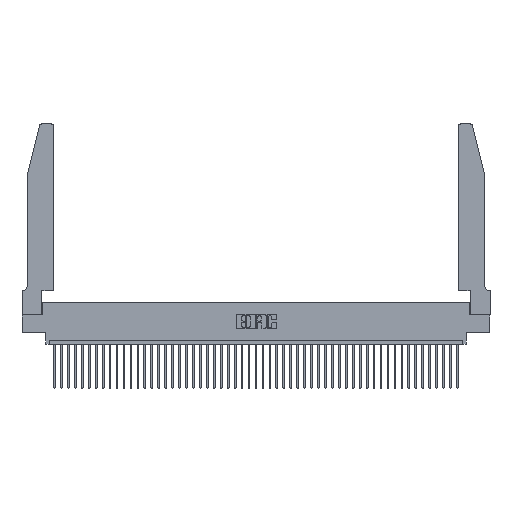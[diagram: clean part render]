
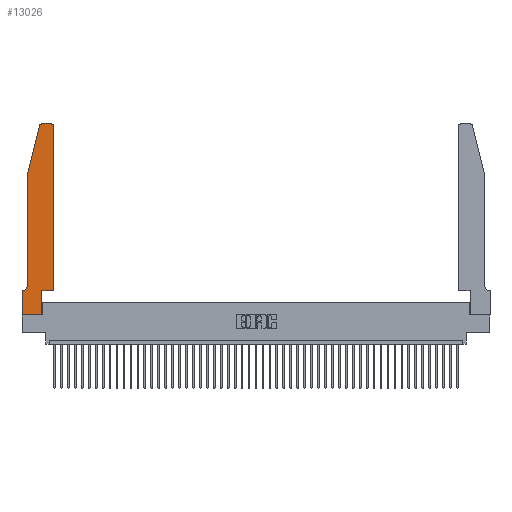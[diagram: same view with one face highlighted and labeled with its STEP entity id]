
A CAD part, top view. The second image highlights one B-rep face of the part: STEP entity #13026.
In plain terms, the highlighted planar face has unit normal (0, 0, 1).
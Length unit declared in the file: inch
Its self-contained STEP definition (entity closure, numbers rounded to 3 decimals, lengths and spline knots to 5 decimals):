
#152 = FACE_OUTER_BOUND ( 'NONE', #27682, .T. ) ;
#439 = CARTESIAN_POINT ( 'NONE',  ( 0.4505, 0.35, 0.37 ) ) ;
#1046 = ORIENTED_EDGE ( 'NONE', *, *, #43492, .T. ) ;
#1666 = CARTESIAN_POINT ( 'NONE',  ( 0., 0.35, 0.37 ) ) ;
#1807 = DIRECTION ( 'NONE',  ( -1., 0., 0. ) ) ;
#3373 = DIRECTION ( 'NONE',  ( 1., 0., 0. ) ) ;
#4052 = CARTESIAN_POINT ( 'NONE',  ( 0., 0., 0.37 ) ) ;
#4212 = VERTEX_POINT ( 'NONE', #38694 ) ;
#5022 = LINE ( 'NONE', #10022, #40803 ) ;
#5935 = AXIS2_PLACEMENT_3D ( 'NONE', #17820, #25232, #3373 ) ;
#6251 = EDGE_CURVE ( 'NONE', #19748, #12332, #17458, .T. ) ;
#6443 = EDGE_CURVE ( 'NONE', #44268, #31370, #9507, .T. ) ;
#6946 = VERTEX_POINT ( 'NONE', #439 ) ;
#6994 = LINE ( 'NONE', #30657, #38230 ) ;
#7017 = CARTESIAN_POINT ( 'NONE',  ( 0.284, 2.75, 0.37 ) ) ;
#7218 = ORIENTED_EDGE ( 'NONE', *, *, #6251, .T. ) ;
#7549 = VECTOR ( 'NONE', #38653, 39.37008 ) ;
#8252 = LINE ( 'NONE', #36494, #19047 ) ;
#8554 = EDGE_CURVE ( 'NONE', #45783, #35821, #27198, .T. ) ;
#8669 = DIRECTION ( 'NONE',  ( -1., 0., 0. ) ) ;
#9507 = LINE ( 'NONE', #20248, #46987 ) ;
#10022 = CARTESIAN_POINT ( 'NONE',  ( 0.0755, 2., 0.37 ) ) ;
#11885 = LINE ( 'NONE', #4052, #38057 ) ;
#12156 = AXIS2_PLACEMENT_3D ( 'NONE', #34264, #19478, #38338 ) ;
#12332 = VERTEX_POINT ( 'NONE', #23207 ) ;
#12939 = ORIENTED_EDGE ( 'NONE', *, *, #42471, .T. ) ;
#13026 = ADVANCED_FACE ( 'NONE', ( #152 ), #29553, .T. ) ;
#13122 = VERTEX_POINT ( 'NONE', #31463 ) ;
#13371 = EDGE_CURVE ( 'NONE', #31370, #6946, #6994, .T. ) ;
#14094 = VECTOR ( 'NONE', #1807, 39.37008 ) ;
#14131 = DIRECTION ( 'NONE',  ( -0.239, -0.971, 0. ) ) ;
#14607 = LINE ( 'NONE', #23513, #14094 ) ;
#15079 = DIRECTION ( 'NONE',  ( 0., 0., 1. ) ) ;
#15156 = ORIENTED_EDGE ( 'NONE', *, *, #24212, .T. ) ;
#15647 = CARTESIAN_POINT ( 'NONE',  ( 0.4505, 2.72, 0.37 ) ) ;
#15782 = VECTOR ( 'NONE', #8669, 39.37008 ) ;
#16092 = ORIENTED_EDGE ( 'NONE', *, *, #29566, .T. ) ;
#16455 = CARTESIAN_POINT ( 'NONE',  ( 0.25487, 2.72718, 0.37 ) ) ;
#16606 = DIRECTION ( 'NONE',  ( 0., 1., 0. ) ) ;
#16861 = ORIENTED_EDGE ( 'NONE', *, *, #6443, .T. ) ;
#17275 = DIRECTION ( 'NONE',  ( 1., 0., 0. ) ) ;
#17458 = LINE ( 'NONE', #40010, #40150 ) ;
#17820 = CARTESIAN_POINT ( 'NONE',  ( 0.284, 2.72, 0.37 ) ) ;
#18981 = VERTEX_POINT ( 'NONE', #19355 ) ;
#19047 = VECTOR ( 'NONE', #19530, 39.37008 ) ;
#19355 = CARTESIAN_POINT ( 'NONE',  ( 0., 0., 0.37 ) ) ;
#19478 = DIRECTION ( 'NONE',  ( 0., 0., 1. ) ) ;
#19530 = DIRECTION ( 'NONE',  ( 0., -1., 0. ) ) ;
#19748 = VERTEX_POINT ( 'NONE', #16455 ) ;
#19765 = ORIENTED_EDGE ( 'NONE', *, *, #39020, .T. ) ;
#20248 = CARTESIAN_POINT ( 'NONE',  ( 0.2865, 0.35, 0.37 ) ) ;
#20850 = CARTESIAN_POINT ( 'NONE',  ( 0.2865, 0.35, 0.37 ) ) ;
#21552 = EDGE_CURVE ( 'NONE', #6946, #26991, #45066, .T. ) ;
#22141 = VERTEX_POINT ( 'NONE', #31415 ) ;
#22947 = CARTESIAN_POINT ( 'NONE',  ( 0.2605, 2.75, 0.37 ) ) ;
#23207 = CARTESIAN_POINT ( 'NONE',  ( 0.0755, 2., 0.37 ) ) ;
#23436 = DIRECTION ( 'NONE',  ( 0., 0., -1. ) ) ;
#23513 = CARTESIAN_POINT ( 'NONE',  ( 0.0755, 0.35, 0.37 ) ) ;
#24212 = EDGE_CURVE ( 'NONE', #35821, #19748, #25447, .T. ) ;
#25232 = DIRECTION ( 'NONE',  ( 0., 0., 1. ) ) ;
#25447 = CIRCLE ( 'NONE', #5935, 0.03 ) ;
#26991 = VERTEX_POINT ( 'NONE', #15647 ) ;
#27198 = LINE ( 'NONE', #22947, #15782 ) ;
#27278 = DIRECTION ( 'NONE',  ( -1., 0., 0. ) ) ;
#27682 = EDGE_LOOP ( 'NONE', ( #39237, #15156, #7218, #46621, #45527, #1046, #19765, #12939, #16861, #28864, #38769, #16092 ) ) ;
#28033 = AXIS2_PLACEMENT_3D ( 'NONE', #1666, #15079, #36670 ) ;
#28212 = CARTESIAN_POINT ( 'NONE',  ( 0.4505, 0.35, 0.37 ) ) ;
#28864 = ORIENTED_EDGE ( 'NONE', *, *, #13371, .T. ) ;
#29553 = PLANE ( 'NONE',  #28033 ) ;
#29566 = EDGE_CURVE ( 'NONE', #26991, #45783, #38837, .T. ) ;
#30657 = CARTESIAN_POINT ( 'NONE',  ( 0.4505, 0.35, 0.37 ) ) ;
#31047 = AXIS2_PLACEMENT_3D ( 'NONE', #33949, #23436, #27278 ) ;
#31339 = DIRECTION ( 'NONE',  ( 0., -1., 0. ) ) ;
#31370 = VERTEX_POINT ( 'NONE', #20850 ) ;
#31415 = CARTESIAN_POINT ( 'NONE',  ( 0., 0.35, 0.37 ) ) ;
#31463 = CARTESIAN_POINT ( 'NONE',  ( 0.0755, 0.42, 0.37 ) ) ;
#33928 = EDGE_CURVE ( 'NONE', #12332, #13122, #5022, .T. ) ;
#33949 = CARTESIAN_POINT ( 'NONE',  ( 0.0055, 0.42, 0.37 ) ) ;
#34264 = CARTESIAN_POINT ( 'NONE',  ( 0.4205, 2.72, 0.37 ) ) ;
#34704 = CARTESIAN_POINT ( 'NONE',  ( 0.4205, 2.75, 0.37 ) ) ;
#35821 = VERTEX_POINT ( 'NONE', #7017 ) ;
#36494 = CARTESIAN_POINT ( 'NONE',  ( 0., 0., 0.37 ) ) ;
#36670 = DIRECTION ( 'NONE',  ( 1., 0., 0. ) ) ;
#36733 = DIRECTION ( 'NONE',  ( 1., 0., 0. ) ) ;
#37679 = CIRCLE ( 'NONE', #31047, 0.07 ) ;
#38057 = VECTOR ( 'NONE', #36733, 39.37008 ) ;
#38230 = VECTOR ( 'NONE', #17275, 39.37008 ) ;
#38338 = DIRECTION ( 'NONE',  ( 1., 0., 0. ) ) ;
#38653 = DIRECTION ( 'NONE',  ( 0., 1., 0. ) ) ;
#38694 = CARTESIAN_POINT ( 'NONE',  ( 0.0055, 0.35, 0.37 ) ) ;
#38769 = ORIENTED_EDGE ( 'NONE', *, *, #21552, .T. ) ;
#38837 = CIRCLE ( 'NONE', #12156, 0.03 ) ;
#39020 = EDGE_CURVE ( 'NONE', #22141, #18981, #8252, .T. ) ;
#39237 = ORIENTED_EDGE ( 'NONE', *, *, #8554, .T. ) ;
#39633 = CARTESIAN_POINT ( 'NONE',  ( 0.2865, 0., 0.37 ) ) ;
#40010 = CARTESIAN_POINT ( 'NONE',  ( 0.0755, 2., 0.37 ) ) ;
#40150 = VECTOR ( 'NONE', #14131, 39.37008 ) ;
#40645 = EDGE_CURVE ( 'NONE', #13122, #4212, #37679, .T. ) ;
#40803 = VECTOR ( 'NONE', #31339, 39.37008 ) ;
#42471 = EDGE_CURVE ( 'NONE', #18981, #44268, #11885, .T. ) ;
#43492 = EDGE_CURVE ( 'NONE', #4212, #22141, #14607, .T. ) ;
#44268 = VERTEX_POINT ( 'NONE', #39633 ) ;
#45066 = LINE ( 'NONE', #28212, #7549 ) ;
#45527 = ORIENTED_EDGE ( 'NONE', *, *, #40645, .T. ) ;
#45783 = VERTEX_POINT ( 'NONE', #34704 ) ;
#46621 = ORIENTED_EDGE ( 'NONE', *, *, #33928, .T. ) ;
#46987 = VECTOR ( 'NONE', #16606, 39.37008 ) ;
